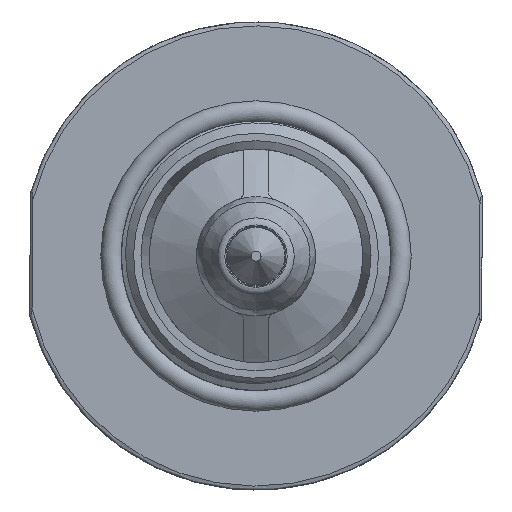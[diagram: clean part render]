
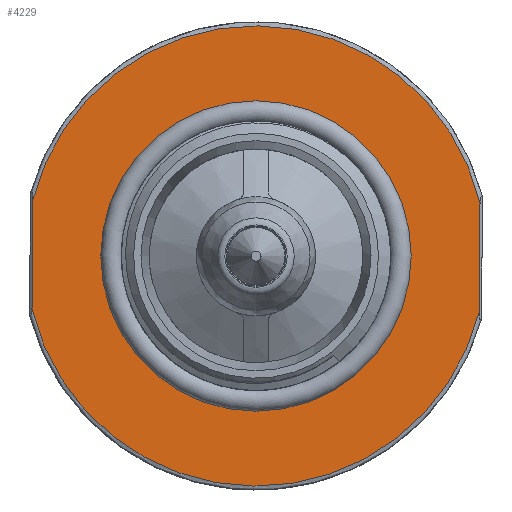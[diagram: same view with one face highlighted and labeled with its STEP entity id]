
A CAD part, top view. The second image highlights one B-rep face of the part: STEP entity #4229.
In plain terms, the highlighted planar face has unit normal (0, 0, 1).
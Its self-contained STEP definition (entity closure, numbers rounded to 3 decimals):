
#3691=CARTESIAN_POINT('',(-18.888,0.,66.7));
#3692=VERTEX_POINT('',#3691);
#3700=CARTESIAN_POINT('',(18.888,0.,66.7));
#3701=VERTEX_POINT('',#3700);
#3702=CARTESIAN_POINT('',(0.,0.,66.7));
#3703=DIRECTION('',(-1.,0.,0.));
#3704=DIRECTION('',(0.,0.,1.));
#3705=AXIS2_PLACEMENT_3D('',#3702,#3704,#3703);
#3706=CIRCLE('',#3705,18.888);
#3707=EDGE_CURVE('',#3692,#3701,#3706,.T.);
#3709=CARTESIAN_POINT('',(0.,0.,66.7));
#3710=DIRECTION('',(1.,0.,0.));
#3711=DIRECTION('',(0.,0.,1.));
#3712=AXIS2_PLACEMENT_3D('',#3709,#3711,#3710);
#3713=CIRCLE('',#3712,18.888);
#3714=EDGE_CURVE('',#3701,#3692,#3713,.T.);
#4093=CARTESIAN_POINT('',(-27.257,-6.408,66.7));
#4094=VERTEX_POINT('',#4093);
#4095=CARTESIAN_POINT('',(-27.141,6.882,66.7));
#4096=VERTEX_POINT('',#4095);
#4097=CARTESIAN_POINT('',(-27.257,-6.408,66.7));
#4098=DIRECTION('',(0.009,1.,0.));
#4099=VECTOR('',#4098,13.291);
#4100=LINE('',#4097,#4099);
#4101=EDGE_CURVE('',#4094,#4096,#4100,.T.);
#4136=CARTESIAN_POINT('',(27.257,6.408,66.7));
#4137=VERTEX_POINT('',#4136);
#4138=CARTESIAN_POINT('',(0.,0.,66.7));
#4139=DIRECTION('',(-0.969,0.246,0.));
#4140=DIRECTION('',(0.,0.,-1.));
#4141=AXIS2_PLACEMENT_3D('',#4138,#4140,#4139);
#4142=CIRCLE('',#4141,28.);
#4143=EDGE_CURVE('',#4096,#4137,#4142,.T.);
#4169=CARTESIAN_POINT('',(27.141,-6.882,66.7));
#4170=VERTEX_POINT('',#4169);
#4171=CARTESIAN_POINT('',(27.257,6.408,66.7));
#4172=DIRECTION('',(-0.009,-1.,0.));
#4173=VECTOR('',#4172,13.291);
#4174=LINE('',#4171,#4173);
#4175=EDGE_CURVE('',#4137,#4170,#4174,.T.);
#4201=CARTESIAN_POINT('',(0.,0.,66.7));
#4202=DIRECTION('',(0.969,-0.246,0.));
#4203=DIRECTION('',(0.,0.,-1.));
#4204=AXIS2_PLACEMENT_3D('',#4201,#4203,#4202);
#4205=CIRCLE('',#4204,28.);
#4206=EDGE_CURVE('',#4170,#4094,#4205,.T.);
#4214=CARTESIAN_POINT('',(0.,0.,66.7));
#4215=DIRECTION('',(-1.,0.009,0.));
#4216=DIRECTION('',(0.,0.,1.));
#4217=AXIS2_PLACEMENT_3D('',#4214,#4216,#4215);
#4218=PLANE('',#4217);
#4219=ORIENTED_EDGE('',*,*,#4206,.F.);
#4220=ORIENTED_EDGE('',*,*,#4175,.F.);
#4221=ORIENTED_EDGE('',*,*,#4143,.F.);
#4222=ORIENTED_EDGE('',*,*,#4101,.F.);
#4223=EDGE_LOOP('',(#4219,#4220,#4221,#4222));
#4224=FACE_OUTER_BOUND('',#4223,.T.);
#4225=ORIENTED_EDGE('',*,*,#3714,.F.);
#4226=ORIENTED_EDGE('',*,*,#3707,.F.);
#4227=EDGE_LOOP('',(#4225,#4226));
#4228=FACE_BOUND('',#4227,.T.);
#4229=ADVANCED_FACE('F56',(#4224,#4228),#4218,.T.);
